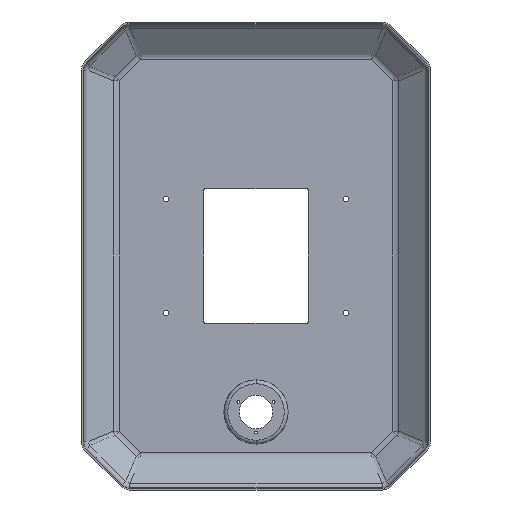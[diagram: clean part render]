
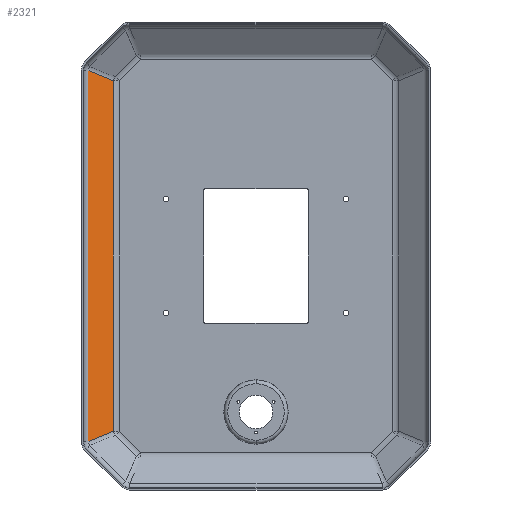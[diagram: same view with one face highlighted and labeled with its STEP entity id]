
A CAD part, front view. The second image highlights one B-rep face of the part: STEP entity #2321.
In plain terms, the highlighted planar face has unit normal (0.588, -0.809, 0).
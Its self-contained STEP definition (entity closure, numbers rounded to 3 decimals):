
#283 = CARTESIAN_POINT ( 'NONE',  ( -237.888, 57.753, 291.861 ) ) ;
#370 = VERTEX_POINT ( 'NONE', #283 ) ;
#439 = VERTEX_POINT ( 'NONE', #576 ) ;
#459 = EDGE_CURVE ( 'NONE', #439, #1269, #3302, .T. ) ;
#556 = PLANE ( 'NONE',  #1118 ) ;
#576 = CARTESIAN_POINT ( 'NONE',  ( -237.888, 57.753, -291.861 ) ) ;
#651 = DIRECTION ( 'NONE',  ( 0., 0., 1. ) ) ;
#682 = EDGE_CURVE ( 'NONE', #2829, #370, #2436, .T. ) ;
#1118 = AXIS2_PLACEMENT_3D ( 'NONE', #2288, #4425, #2247 ) ;
#1269 = VERTEX_POINT ( 'NONE', #3210 ) ;
#1712 = EDGE_CURVE ( 'NONE', #1269, #2829, #3395, .T. ) ;
#1762 = EDGE_CURVE ( 'NONE', #370, #439, #3627, .T. ) ;
#1799 = CARTESIAN_POINT ( 'NONE',  ( -237.888, 57.753, 0. ) ) ;
#1832 = VECTOR ( 'NONE', #2487, 1000. ) ;
#2247 = DIRECTION ( 'NONE',  ( 0., 0., -1. ) ) ;
#2261 = CARTESIAN_POINT ( 'NONE',  ( -162.024, 112.871, 260.437 ) ) ;
#2288 = CARTESIAN_POINT ( 'NONE',  ( -232.63, 61.573, 0. ) ) ;
#2321 = ADVANCED_FACE ( 'NONE', ( #3953 ), #556, .F. ) ;
#2436 = LINE ( 'NONE', #2261, #4093 ) ;
#2487 = DIRECTION ( 'NONE',  ( 0., 0., -1. ) ) ;
#2829 = VERTEX_POINT ( 'NONE', #3826 ) ;
#2911 = DIRECTION ( 'NONE',  ( 0.767, 0.557, -0.318 ) ) ;
#3061 = ORIENTED_EDGE ( 'NONE', *, *, #1712, .F. ) ;
#3204 = DIRECTION ( 'NONE',  ( -0.767, -0.557, -0.318 ) ) ;
#3210 = CARTESIAN_POINT ( 'NONE',  ( -280.007, 27.152, -309.307 ) ) ;
#3302 = LINE ( 'NONE', #3506, #3645 ) ;
#3395 = LINE ( 'NONE', #4228, #3507 ) ;
#3506 = CARTESIAN_POINT ( 'NONE',  ( -244.186, 53.178, -294.47 ) ) ;
#3507 = VECTOR ( 'NONE', #651, 1000. ) ;
#3627 = LINE ( 'NONE', #1799, #1832 ) ;
#3645 = VECTOR ( 'NONE', #3204, 1000. ) ;
#3684 = ORIENTED_EDGE ( 'NONE', *, *, #459, .F. ) ;
#3826 = CARTESIAN_POINT ( 'NONE',  ( -280.007, 27.152, 309.307 ) ) ;
#3953 = FACE_OUTER_BOUND ( 'NONE', #4500, .T. ) ;
#4028 = ORIENTED_EDGE ( 'NONE', *, *, #1762, .F. ) ;
#4089 = ORIENTED_EDGE ( 'NONE', *, *, #682, .F. ) ;
#4093 = VECTOR ( 'NONE', #2911, 1000. ) ;
#4228 = CARTESIAN_POINT ( 'NONE',  ( -280.007, 27.152, 0. ) ) ;
#4425 = DIRECTION ( 'NONE',  ( -0.588, 0.809, 0. ) ) ;
#4500 = EDGE_LOOP ( 'NONE', ( #4028, #4089, #3061, #3684 ) ) ;
